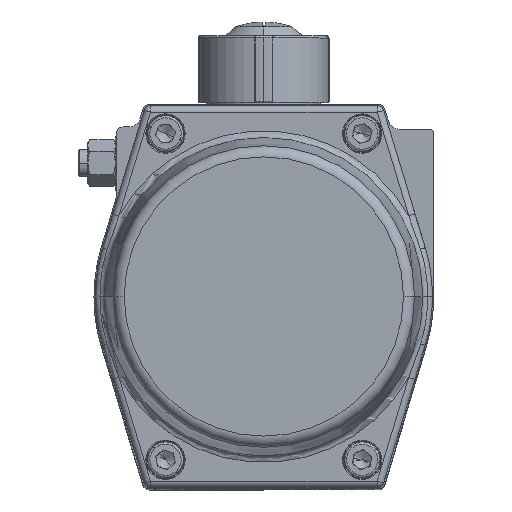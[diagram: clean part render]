
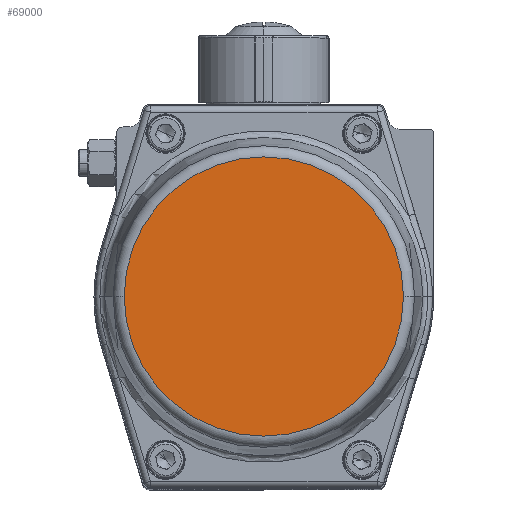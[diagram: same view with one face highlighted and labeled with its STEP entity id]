
A CAD part, top view. The second image highlights one B-rep face of the part: STEP entity #69000.
In plain terms, the highlighted planar face has unit normal (0, 0, 1).
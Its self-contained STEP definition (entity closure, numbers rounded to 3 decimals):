
#64 = ORIENTED_EDGE ( 'NONE', *, *, #43011, .T. ) ;
#4103 = DIRECTION ( 'NONE',  ( -1., 0., 0. ) ) ;
#9690 = CIRCLE ( 'NONE', #76181, 62.501 ) ;
#12536 = ORIENTED_EDGE ( 'NONE', *, *, #47629, .T. ) ;
#16650 = CARTESIAN_POINT ( 'NONE',  ( 0., 0., 197.5 ) ) ;
#17057 = DIRECTION ( 'NONE',  ( 1., 0., 0. ) ) ;
#17803 = DIRECTION ( 'NONE',  ( 0., 0., -1. ) ) ;
#19934 = AXIS2_PLACEMENT_3D ( 'NONE', #16650, #17803, #4103 ) ;
#22910 = DIRECTION ( 'NONE',  ( 0., 0., 1. ) ) ;
#38787 = CARTESIAN_POINT ( 'NONE',  ( 0., 0., 197.5 ) ) ;
#42302 = VERTEX_POINT ( 'NONE', #64452 ) ;
#43011 = EDGE_CURVE ( 'NONE', #42302, #46002, #9690, .T. ) ;
#43823 = CARTESIAN_POINT ( 'NONE',  ( 0., 0., 197.5 ) ) ;
#46002 = VERTEX_POINT ( 'NONE', #84490 ) ;
#47629 = EDGE_CURVE ( 'NONE', #46002, #42302, #71690, .T. ) ;
#47828 = DIRECTION ( 'NONE',  ( 0., 0., 1. ) ) ;
#57737 = PLANE ( 'NONE',  #19934 ) ;
#59042 = FACE_OUTER_BOUND ( 'NONE', #63285, .T. ) ;
#63214 = AXIS2_PLACEMENT_3D ( 'NONE', #38787, #47828, #78987 ) ;
#63285 = EDGE_LOOP ( 'NONE', ( #64, #12536 ) ) ;
#64452 = CARTESIAN_POINT ( 'NONE',  ( 62.501, 0., 197.5 ) ) ;
#69000 = ADVANCED_FACE ( 'NONE', ( #59042 ), #57737, .F. ) ;
#71690 = CIRCLE ( 'NONE', #63214, 62.501 ) ;
#76181 = AXIS2_PLACEMENT_3D ( 'NONE', #43823, #22910, #17057 ) ;
#78987 = DIRECTION ( 'NONE',  ( 1., 0., 0. ) ) ;
#84490 = CARTESIAN_POINT ( 'NONE',  ( -62.501, 0., 197.5 ) ) ;
